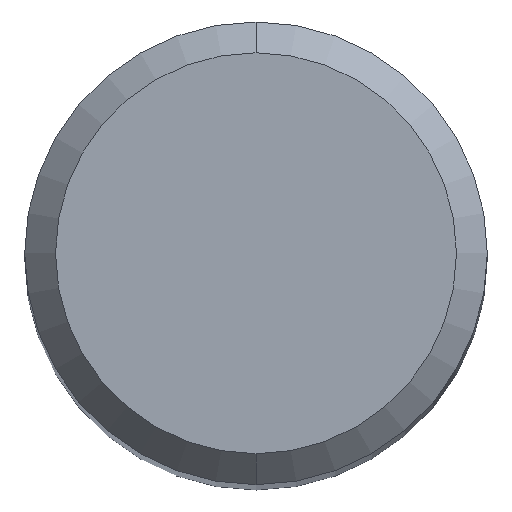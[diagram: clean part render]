
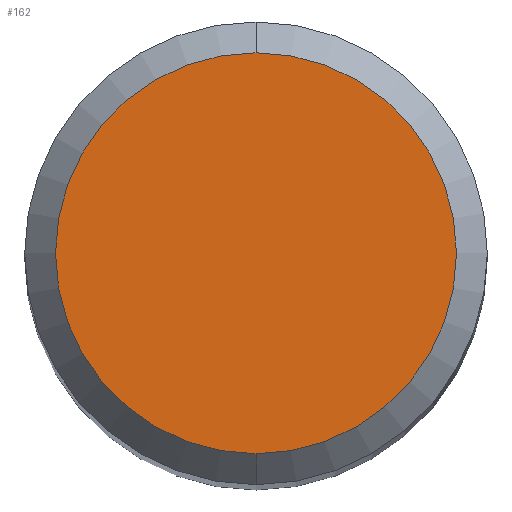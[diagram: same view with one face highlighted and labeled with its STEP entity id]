
A CAD part, top view. The second image highlights one B-rep face of the part: STEP entity #162.
In plain terms, the highlighted planar face has unit normal (0, 0, 1).
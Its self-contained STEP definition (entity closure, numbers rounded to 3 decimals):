
#144=EDGE_CURVE('',#216,#160,#304,.T.);
#160=VERTEX_POINT('',#322);
#162=ADVANCED_FACE('',(#324),#325,.T.);
#194=EDGE_CURVE('',#160,#216,#359,.T.);
#216=VERTEX_POINT('',#386);
#304=CIRCLE('',#480,2.6);
#322=CARTESIAN_POINT('',(0.,-2.6,0.01));
#324=FACE_OUTER_BOUND('',#505,.T.);
#325=PLANE('',#506);
#359=CIRCLE('',#549,2.6);
#386=CARTESIAN_POINT('',(0.0,2.6,0.01));
#480=AXIS2_PLACEMENT_3D('',#669,#670,#671);
#505=EDGE_LOOP('',(#699,#700));
#506=AXIS2_PLACEMENT_3D('',#701,#702,#703);
#549=AXIS2_PLACEMENT_3D('',#736,#737,#738);
#669=CARTESIAN_POINT('',(0.0,0.0,0.01));
#670=DIRECTION('',(0.0,0.0,-1.0));
#671=DIRECTION('',(0.0,1.0,0.0));
#699=ORIENTED_EDGE('',*,*,#144,.F.);
#700=ORIENTED_EDGE('',*,*,#194,.F.);
#701=CARTESIAN_POINT('',(0.0,1.3,0.01));
#702=DIRECTION('',(-0.0,0.0,1.0));
#703=DIRECTION('',(0.0,-1.0,0.0));
#736=CARTESIAN_POINT('',(0.0,0.0,0.01));
#737=DIRECTION('',(0.0,0.0,-1.0));
#738=DIRECTION('',(0.0,1.0,0.0));
